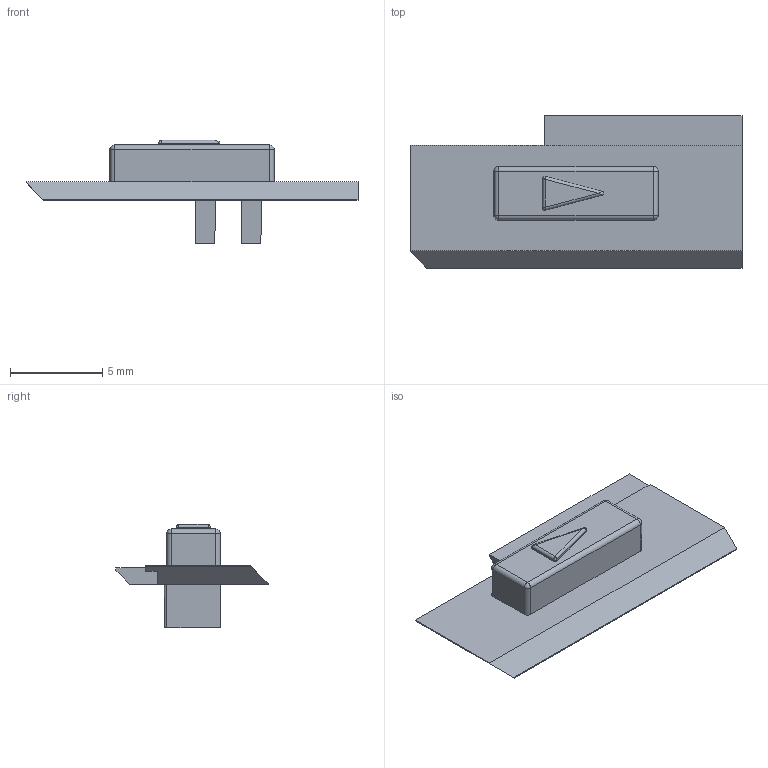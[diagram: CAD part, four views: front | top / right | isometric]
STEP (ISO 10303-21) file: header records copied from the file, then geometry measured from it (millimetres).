
FILE_DESCRIPTION(/* description */ (''),/* implementation_level */ '2;1');
FILE_NAME(/* name */ 'Power_Switch.step',/* time_stamp */ '2024-03-15T15:00:06-07:00',/* author */ (''),/* organization */ (''),/* preprocessor_version */ 'ST-DEVELOPER v20',/* originating_system */ 'Autodesk Translation Framework v12.20.1.177',/* authorisation */ '');
FILE_SCHEMA (('AUTOMOTIVE_DESIGN { 1 0 10303 214 3 1 1 }'));
Length unit declared in the file: millimetre
Products named in the file (1): DSL_Power_Slider
Bounding box: 18 x 8.25 x 5.6 mm (x, y, z)
Volume: 173.7 mm3; surface area: 413.6 mm2
Topology: 1 solids, 1 shells, 65 faces, 162 edges, 99 vertices
Faces by surface type: plane 40, cylinder 16, sphere 4, bspline 3, cone 2
Entity records: 2004 total; most frequent: CARTESIAN_POINT 423, DIRECTION 321, ORIENTED_EDGE 318, EDGE_CURVE 159, LINE 123, VECTOR 123, VERTEX_POINT 99, AXIS2_PLACEMENT_3D 99
